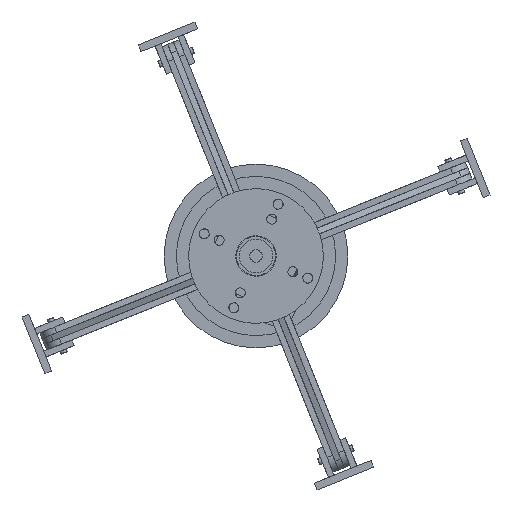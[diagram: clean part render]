
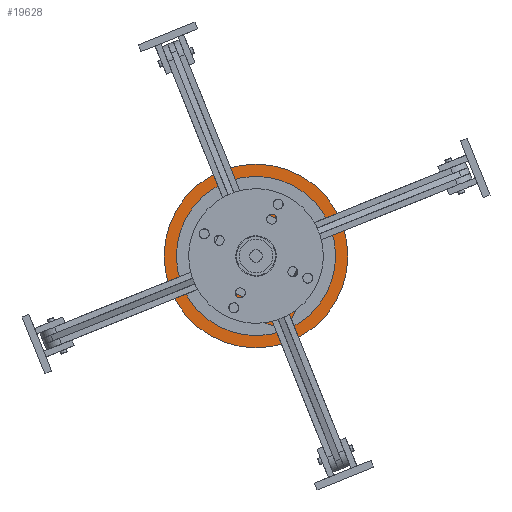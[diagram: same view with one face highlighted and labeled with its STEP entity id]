
A CAD part, front view. The second image highlights one B-rep face of the part: STEP entity #19628.
In plain terms, the highlighted planar face has unit normal (0, -1, 0).
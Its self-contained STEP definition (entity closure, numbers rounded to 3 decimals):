
#4415=FACE_BOUND('',#5920,.T.);
#4416=FACE_BOUND('',#5921,.T.);
#4417=FACE_BOUND('',#5922,.T.);
#4418=FACE_BOUND('',#5923,.T.);
#4419=FACE_BOUND('',#5924,.T.);
#4420=FACE_BOUND('',#5925,.T.);
#4421=FACE_BOUND('',#5926,.T.);
#4422=FACE_BOUND('',#5927,.T.);
#4423=FACE_BOUND('',#5928,.T.);
#4424=FACE_BOUND('',#5929,.T.);
#4425=FACE_BOUND('',#5930,.T.);
#4426=FACE_BOUND('',#5931,.T.);
#4427=FACE_BOUND('',#5932,.T.);
#4845=FACE_OUTER_BOUND('',#5919,.T.);
#5919=EDGE_LOOP('',(#13499,#13500));
#5920=EDGE_LOOP('',(#13501,#13502));
#5921=EDGE_LOOP('',(#13503,#13504));
#5922=EDGE_LOOP('',(#13505,#13506));
#5923=EDGE_LOOP('',(#13507));
#5924=EDGE_LOOP('',(#13508));
#5925=EDGE_LOOP('',(#13509));
#5926=EDGE_LOOP('',(#13510));
#5927=EDGE_LOOP('',(#13511));
#5928=EDGE_LOOP('',(#13512));
#5929=EDGE_LOOP('',(#13513));
#5930=EDGE_LOOP('',(#13514));
#5931=EDGE_LOOP('',(#13515));
#5932=EDGE_LOOP('',(#13516));
#7382=CIRCLE('',#21576,4.);
#7383=CIRCLE('',#21577,4.);
#7384=CIRCLE('',#21579,4.);
#7385=CIRCLE('',#21580,4.);
#7386=CIRCLE('',#21582,4.);
#7387=CIRCLE('',#21583,4.);
#7388=CIRCLE('',#21585,10.);
#7390=CIRCLE('',#21588,3.);
#7392=CIRCLE('',#21591,10.);
#7394=CIRCLE('',#21594,3.);
#7396=CIRCLE('',#21597,3.);
#7398=CIRCLE('',#21600,10.);
#7400=CIRCLE('',#21603,10.);
#7402=CIRCLE('',#21606,10.);
#7404=CIRCLE('',#21609,10.);
#7406=CIRCLE('',#21612,3.);
#7410=CIRCLE('',#21617,75.);
#7411=CIRCLE('',#21618,75.);
#8584=VERTEX_POINT('',#30161);
#8585=VERTEX_POINT('',#30163);
#8586=VERTEX_POINT('',#30167);
#8587=VERTEX_POINT('',#30169);
#8588=VERTEX_POINT('',#30173);
#8589=VERTEX_POINT('',#30175);
#8590=VERTEX_POINT('',#30179);
#8592=VERTEX_POINT('',#30185);
#8594=VERTEX_POINT('',#30191);
#8596=VERTEX_POINT('',#30197);
#8598=VERTEX_POINT('',#30203);
#8600=VERTEX_POINT('',#30209);
#8602=VERTEX_POINT('',#30215);
#8604=VERTEX_POINT('',#30221);
#8606=VERTEX_POINT('',#30227);
#8608=VERTEX_POINT('',#30233);
#8612=VERTEX_POINT('',#30243);
#8613=VERTEX_POINT('',#30245);
#10574=EDGE_CURVE('',#8585,#8584,#7382,.T.);
#10575=EDGE_CURVE('',#8584,#8585,#7383,.T.);
#10577=EDGE_CURVE('',#8587,#8586,#7384,.T.);
#10578=EDGE_CURVE('',#8586,#8587,#7385,.T.);
#10580=EDGE_CURVE('',#8589,#8588,#7386,.T.);
#10581=EDGE_CURVE('',#8588,#8589,#7387,.T.);
#10582=EDGE_CURVE('',#8590,#8590,#7388,.T.);
#10585=EDGE_CURVE('',#8592,#8592,#7390,.T.);
#10588=EDGE_CURVE('',#8594,#8594,#7392,.T.);
#10591=EDGE_CURVE('',#8596,#8596,#7394,.T.);
#10594=EDGE_CURVE('',#8598,#8598,#7396,.T.);
#10597=EDGE_CURVE('',#8600,#8600,#7398,.T.);
#10600=EDGE_CURVE('',#8602,#8602,#7400,.T.);
#10603=EDGE_CURVE('',#8604,#8604,#7402,.T.);
#10606=EDGE_CURVE('',#8606,#8606,#7404,.T.);
#10609=EDGE_CURVE('',#8608,#8608,#7406,.T.);
#10615=EDGE_CURVE('',#8612,#8613,#7410,.T.);
#10616=EDGE_CURVE('',#8613,#8612,#7411,.T.);
#13499=ORIENTED_EDGE('',*,*,#10616,.F.);
#13500=ORIENTED_EDGE('',*,*,#10615,.F.);
#13501=ORIENTED_EDGE('',*,*,#10574,.T.);
#13502=ORIENTED_EDGE('',*,*,#10575,.T.);
#13503=ORIENTED_EDGE('',*,*,#10577,.T.);
#13504=ORIENTED_EDGE('',*,*,#10578,.T.);
#13505=ORIENTED_EDGE('',*,*,#10580,.T.);
#13506=ORIENTED_EDGE('',*,*,#10581,.T.);
#13507=ORIENTED_EDGE('',*,*,#10609,.F.);
#13508=ORIENTED_EDGE('',*,*,#10606,.F.);
#13509=ORIENTED_EDGE('',*,*,#10603,.F.);
#13510=ORIENTED_EDGE('',*,*,#10600,.F.);
#13511=ORIENTED_EDGE('',*,*,#10597,.F.);
#13512=ORIENTED_EDGE('',*,*,#10594,.F.);
#13513=ORIENTED_EDGE('',*,*,#10591,.F.);
#13514=ORIENTED_EDGE('',*,*,#10588,.F.);
#13515=ORIENTED_EDGE('',*,*,#10585,.F.);
#13516=ORIENTED_EDGE('',*,*,#10582,.F.);
#19084=PLANE('',#21620);
#19628=ADVANCED_FACE('',(#4845,#4415,#4416,#4417,#4418,#4419,#4420,#4421,
#4422,#4423,#4424,#4425,#4426,#4427),#19084,.F.);
#21576=AXIS2_PLACEMENT_3D('',#30164,#24024,#24025);
#21577=AXIS2_PLACEMENT_3D('',#30165,#24026,#24027);
#21579=AXIS2_PLACEMENT_3D('',#30170,#24031,#24032);
#21580=AXIS2_PLACEMENT_3D('',#30171,#24033,#24034);
#21582=AXIS2_PLACEMENT_3D('',#30176,#24038,#24039);
#21583=AXIS2_PLACEMENT_3D('',#30177,#24040,#24041);
#21585=AXIS2_PLACEMENT_3D('',#30180,#24044,#24045);
#21588=AXIS2_PLACEMENT_3D('',#30186,#24051,#24052);
#21591=AXIS2_PLACEMENT_3D('',#30192,#24058,#24059);
#21594=AXIS2_PLACEMENT_3D('',#30198,#24065,#24066);
#21597=AXIS2_PLACEMENT_3D('',#30204,#24072,#24073);
#21600=AXIS2_PLACEMENT_3D('',#30210,#24079,#24080);
#21603=AXIS2_PLACEMENT_3D('',#30216,#24086,#24087);
#21606=AXIS2_PLACEMENT_3D('',#30222,#24093,#24094);
#21609=AXIS2_PLACEMENT_3D('',#30228,#24100,#24101);
#21612=AXIS2_PLACEMENT_3D('',#30234,#24107,#24108);
#21617=AXIS2_PLACEMENT_3D('',#30246,#24119,#24120);
#21618=AXIS2_PLACEMENT_3D('',#30247,#24121,#24122);
#21620=AXIS2_PLACEMENT_3D('',#30249,#24125,#24126);
#24024=DIRECTION('center_axis',(0.,1.,0.));
#24025=DIRECTION('ref_axis',(-0.5,0.,0.866));
#24026=DIRECTION('center_axis',(0.,1.,0.));
#24027=DIRECTION('ref_axis',(-0.5,0.,0.866));
#24031=DIRECTION('center_axis',(0.,1.,0.));
#24032=DIRECTION('ref_axis',(-0.5,0.,-0.866));
#24033=DIRECTION('center_axis',(0.,1.,0.));
#24034=DIRECTION('ref_axis',(-0.5,0.,-0.866));
#24038=DIRECTION('center_axis',(0.,1.,0.));
#24039=DIRECTION('ref_axis',(1.,0.,0.));
#24040=DIRECTION('center_axis',(0.,1.,0.));
#24041=DIRECTION('ref_axis',(1.,0.,0.));
#24044=DIRECTION('center_axis',(0.,-1.,0.));
#24045=DIRECTION('ref_axis',(1.,0.,0.));
#24051=DIRECTION('center_axis',(0.,-1.,0.));
#24052=DIRECTION('ref_axis',(1.,0.,0.));
#24058=DIRECTION('center_axis',(0.,-1.,0.));
#24059=DIRECTION('ref_axis',(1.,0.,0.));
#24065=DIRECTION('center_axis',(0.,-1.,0.));
#24066=DIRECTION('ref_axis',(1.,0.,0.));
#24072=DIRECTION('center_axis',(0.,-1.,0.));
#24073=DIRECTION('ref_axis',(1.,0.,0.));
#24079=DIRECTION('center_axis',(0.,-1.,0.));
#24080=DIRECTION('ref_axis',(1.,0.,0.));
#24086=DIRECTION('center_axis',(0.,-1.,0.));
#24087=DIRECTION('ref_axis',(1.,0.,0.));
#24093=DIRECTION('center_axis',(0.,-1.,0.));
#24094=DIRECTION('ref_axis',(1.,0.,0.));
#24100=DIRECTION('center_axis',(0.,-1.,0.));
#24101=DIRECTION('ref_axis',(1.,0.,0.));
#24107=DIRECTION('center_axis',(0.,-1.,0.));
#24108=DIRECTION('ref_axis',(1.,0.,0.));
#24119=DIRECTION('center_axis',(0.,1.,0.));
#24120=DIRECTION('ref_axis',(-1.,0.,0.));
#24121=DIRECTION('center_axis',(0.,1.,0.));
#24122=DIRECTION('ref_axis',(-1.,0.,0.));
#24125=DIRECTION('center_axis',(0.,1.,0.));
#24126=DIRECTION('ref_axis',(0.,0.,1.));
#30161=CARTESIAN_POINT('',(2.,0.,-18.464));
#30163=CARTESIAN_POINT('',(-2.,0.,-11.536));
#30164=CARTESIAN_POINT('Origin',(0.,0.,-15.));
#30165=CARTESIAN_POINT('Origin',(0.,0.,-15.));
#30167=CARTESIAN_POINT('',(14.99,0.,10.964));
#30169=CARTESIAN_POINT('',(10.99,0.,4.036));
#30170=CARTESIAN_POINT('Origin',(12.99,0.,7.5));
#30171=CARTESIAN_POINT('Origin',(12.99,0.,7.5));
#30173=CARTESIAN_POINT('',(-16.99,0.,7.5));
#30175=CARTESIAN_POINT('',(-8.99,0.,7.5));
#30176=CARTESIAN_POINT('Origin',(-12.99,0.,7.5));
#30177=CARTESIAN_POINT('Origin',(-12.99,0.,7.5));
#30179=CARTESIAN_POINT('',(-10.,0.,35.));
#30180=CARTESIAN_POINT('Origin',(0.,0.,35.));
#30185=CARTESIAN_POINT('',(-3.,0.,60.));
#30186=CARTESIAN_POINT('Origin',(0.,0.,60.));
#30191=CARTESIAN_POINT('',(20.311,0.,17.5));
#30192=CARTESIAN_POINT('Origin',(30.311,0.,17.5));
#30197=CARTESIAN_POINT('',(-3.,0.,0.));
#30198=CARTESIAN_POINT('Origin',(0.,0.,0.));
#30203=CARTESIAN_POINT('',(-54.962,0.,-30.));
#30204=CARTESIAN_POINT('Origin',(-51.962,0.,-30.));
#30209=CARTESIAN_POINT('',(-40.311,0.,-17.5));
#30210=CARTESIAN_POINT('Origin',(-30.311,0.,-17.5));
#30215=CARTESIAN_POINT('',(-10.,0.,-35.));
#30216=CARTESIAN_POINT('Origin',(0.,0.,-35.));
#30221=CARTESIAN_POINT('',(-40.311,0.,17.5));
#30222=CARTESIAN_POINT('Origin',(-30.311,0.,17.5));
#30227=CARTESIAN_POINT('',(20.311,0.,-17.5));
#30228=CARTESIAN_POINT('Origin',(30.311,0.,-17.5));
#30233=CARTESIAN_POINT('',(48.962,0.,-30.));
#30234=CARTESIAN_POINT('Origin',(51.962,0.,-30.));
#30243=CARTESIAN_POINT('',(75.,0.,0.));
#30245=CARTESIAN_POINT('',(-75.,0.,0.));
#30246=CARTESIAN_POINT('Origin',(0.,0.,0.));
#30247=CARTESIAN_POINT('Origin',(0.,0.,0.));
#30249=CARTESIAN_POINT('Origin',(0.,0.,0.));
